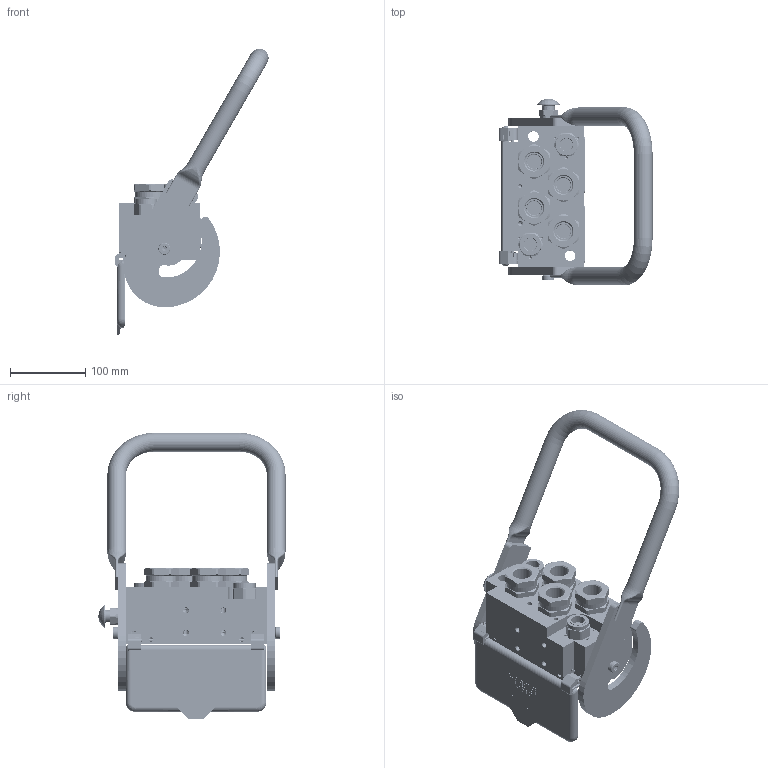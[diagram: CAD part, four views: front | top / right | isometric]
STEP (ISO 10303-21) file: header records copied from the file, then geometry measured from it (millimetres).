
FILE_DESCRIPTION (( 'STEP AP214' ), '1' );
FILE_NAME ('FASTER.step', '2021-05-14T09:54:10', ( '' ), ( '' ), 'SwSTEP 2.0', 'SolidWorks 2017', '' );
FILE_SCHEMA (( 'AUTOMOTIVE_DESIGN' ));
Length unit declared in the file: millimetre
Products named in the file (37): P6I_F_BASE; curs_molla_34; 4830_001_0005_300.prt; 4850_024_8001_000; 4340_014_0000_000; 4830_070_0000_001.prt; 4830_025_1000_000.prt; 4850_024_8001_000.asm; Copia di or1_5x7_m.prt; 4830_022_0000_011.prt; 4150_072_1000_200; 4830_025_2000_000.prt; 4830_001_0005_301.prt; 4850_024_8000_010.prt; sicura_p5.asm; 2ffnb12_gas_f; ET011-ET007; et011; A_2ffnb34_gas_f; 4850_024_8000_020.prt; A_2ffnb12_gas_f; 2ffnb34_gas_f; 4250_014_1000_000; Copia di 0048_042_0412_001.prt; et007; Copia di 4830_025_0000_001.prt; FASTER; 4850_001_0001_005.prt; curs_molla_12; 4850_024_8001_011.prt; 4850_020_8000_000.prt; 4142_072_1000_300; 4830_013_3000_030; 4850_050_0000_000.prt; 4830_001_0004_000.prt
Assembly tree (43 placements, depth 4):
  FASTER
    P6I_F_BASE
      4850_020_8000_000.prt
      4850_001_0001_005.prt
      4830_001_0005_300.prt
      4830_001_0005_301.prt
      4830_001_0004_000.prt  x2
      4850_050_0000_000.prt  x2
      4830_013_3000_030  x2
    A_2ffnb34_gas_f  x4
      curs_molla_34
        4150_072_1000_200
        4250_014_1000_000
      2ffnb34_gas_f
        2ffnb34_gas_f
    A_2ffnb12_gas_f  x2
      curs_molla_12
        4340_014_0000_000
        4142_072_1000_300
      2ffnb12_gas_f
        2ffnb12_gas_f
    4850_024_8001_000
      4850_024_8001_000.asm
        4850_024_8000_010.prt
        4850_024_8001_011.prt
        4850_024_8000_020.prt
      sicura_p5.asm
        Copia di 4830_025_0000_001.prt
        Copia di or1_5x7_m.prt
        Copia di 0048_042_0412_001.prt
      4830_025_2000_000.prt
      4830_025_1000_000.prt
      4830_022_0000_011.prt
      4830_070_0000_001.prt
    ET011-ET007
      et011
      et007
Bounding box: 204.14 x 249.33 x 381.77 mm (x, y, z)
Volume: 334160.2 mm3; surface area: 510900.1 mm2
Topology: 29 solids, 94 shells, 5401 faces, 14501 edges, 9397 vertices
Faces by surface type: plane 3250, cylinder 954, cone 519, bspline 349, torus 298, sphere 31
Entity records: 174633 total; most frequent: CARTESIAN_POINT 63610, ORIENTED_EDGE 22400, DIRECTION 20163, EDGE_CURVE 11384, LINE 8531, VECTOR 8531, VERTEX_POINT 7398, AXIS2_PLACEMENT_3D 5816
